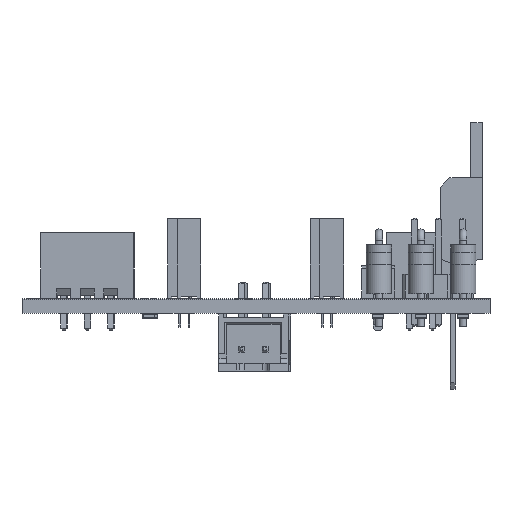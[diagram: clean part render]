
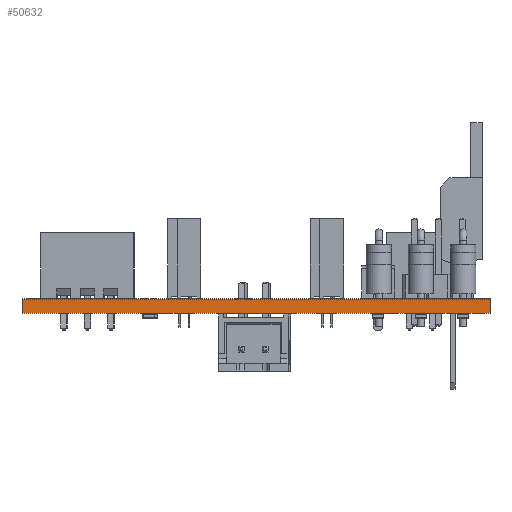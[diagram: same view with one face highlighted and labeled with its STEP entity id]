
A CAD part, front view. The second image highlights one B-rep face of the part: STEP entity #50632.
In plain terms, the highlighted planar face has unit normal (0, -1, 0).
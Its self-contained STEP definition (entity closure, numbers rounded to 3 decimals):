
#50632 = ADVANCED_FACE('',(#50633),#50667,.T.);
#50633 = FACE_BOUND('',#50634,.T.);
#50634 = EDGE_LOOP('',(#50635,#50645,#50653,#50661));
#50635 = ORIENTED_EDGE('',*,*,#50636,.T.);
#50636 = EDGE_CURVE('',#50637,#50639,#50641,.T.);
#50637 = VERTEX_POINT('',#50638);
#50638 = CARTESIAN_POINT('',(240.44,-106.85,0.));
#50639 = VERTEX_POINT('',#50640);
#50640 = CARTESIAN_POINT('',(240.44,-106.85,1.51));
#50641 = LINE('',#50642,#50643);
#50642 = CARTESIAN_POINT('',(240.44,-106.85,0.));
#50643 = VECTOR('',#50644,1.);
#50644 = DIRECTION('',(0.,0.,1.));
#50645 = ORIENTED_EDGE('',*,*,#50646,.T.);
#50646 = EDGE_CURVE('',#50639,#50647,#50649,.T.);
#50647 = VERTEX_POINT('',#50648);
#50648 = CARTESIAN_POINT('',(190.44,-106.85,1.51));
#50649 = LINE('',#50650,#50651);
#50650 = CARTESIAN_POINT('',(240.44,-106.85,1.51));
#50651 = VECTOR('',#50652,1.);
#50652 = DIRECTION('',(-1.,0.,0.));
#50653 = ORIENTED_EDGE('',*,*,#50654,.F.);
#50654 = EDGE_CURVE('',#50655,#50647,#50657,.T.);
#50655 = VERTEX_POINT('',#50656);
#50656 = CARTESIAN_POINT('',(190.44,-106.85,0.));
#50657 = LINE('',#50658,#50659);
#50658 = CARTESIAN_POINT('',(190.44,-106.85,0.));
#50659 = VECTOR('',#50660,1.);
#50660 = DIRECTION('',(0.,0.,1.));
#50661 = ORIENTED_EDGE('',*,*,#50662,.F.);
#50662 = EDGE_CURVE('',#50637,#50655,#50663,.T.);
#50663 = LINE('',#50664,#50665);
#50664 = CARTESIAN_POINT('',(240.44,-106.85,0.));
#50665 = VECTOR('',#50666,1.);
#50666 = DIRECTION('',(-1.,0.,0.));
#50667 = PLANE('',#50668);
#50668 = AXIS2_PLACEMENT_3D('',#50669,#50670,#50671);
#50669 = CARTESIAN_POINT('',(240.44,-106.85,0.));
#50670 = DIRECTION('',(0.,-1.,0.));
#50671 = DIRECTION('',(-1.,0.,0.));
